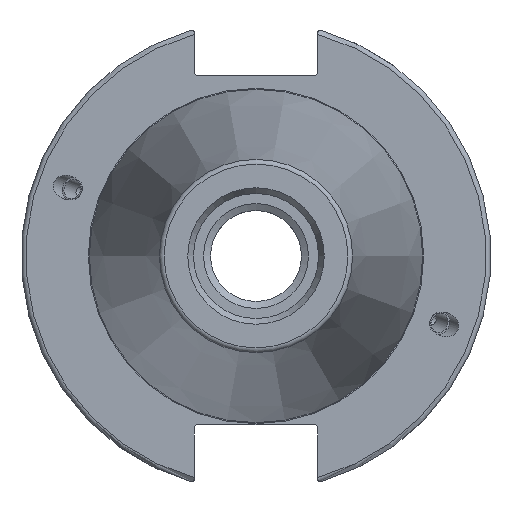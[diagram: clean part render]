
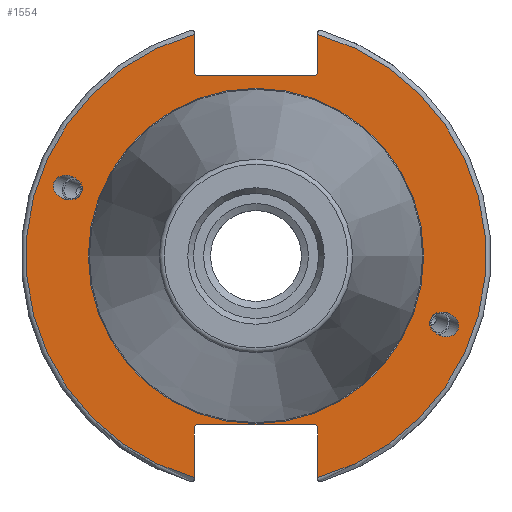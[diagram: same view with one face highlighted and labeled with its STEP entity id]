
A CAD part, left-side view. The second image highlights one B-rep face of the part: STEP entity #1554.
In plain terms, the highlighted planar face has unit normal (-1, 0, 0).
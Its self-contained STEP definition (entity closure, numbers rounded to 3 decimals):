
#72=FACE_BOUND('',#335,.T.);
#73=FACE_BOUND('',#336,.T.);
#74=FACE_BOUND('',#337,.T.);
#89=PLANE('',#1717);
#162=CIRCLE('',#1715,35.125);
#164=CIRCLE('',#1718,48.213);
#165=CIRCLE('',#1719,48.213);
#230=FACE_OUTER_BOUND('',#334,.T.);
#334=EDGE_LOOP('',(#1248,#1249,#1250,#1251,#1252,#1253,#1254,#1255,#1256,
#1257,#1258,#1259));
#335=EDGE_LOOP('',(#1260));
#336=EDGE_LOOP('',(#1261));
#337=EDGE_LOOP('',(#1262));
#478=LINE('',#3037,#571);
#479=LINE('',#3039,#572);
#480=LINE('',#3041,#573);
#481=LINE('',#3043,#574);
#482=LINE('',#3045,#575);
#483=LINE('',#3049,#576);
#484=LINE('',#3051,#577);
#485=LINE('',#3053,#578);
#486=LINE('',#3055,#579);
#487=LINE('',#3056,#580);
#571=VECTOR('',#2029,10.);
#572=VECTOR('',#2030,10.);
#573=VECTOR('',#2031,10.);
#574=VECTOR('',#2032,10.);
#575=VECTOR('',#2033,10.);
#576=VECTOR('',#2036,10.);
#577=VECTOR('',#2037,10.);
#578=VECTOR('',#2038,10.);
#579=VECTOR('',#2039,10.);
#580=VECTOR('',#2040,10.);
#620=ELLIPSE('',#1677,3.052,2.5);
#621=ELLIPSE('',#1711,3.052,2.5);
#686=VERTEX_POINT('',#2762);
#724=VERTEX_POINT('',#3021);
#727=VERTEX_POINT('',#3028);
#728=VERTEX_POINT('',#3033);
#729=VERTEX_POINT('',#3034);
#730=VERTEX_POINT('',#3036);
#731=VERTEX_POINT('',#3038);
#732=VERTEX_POINT('',#3040);
#733=VERTEX_POINT('',#3042);
#734=VERTEX_POINT('',#3044);
#735=VERTEX_POINT('',#3046);
#736=VERTEX_POINT('',#3048);
#737=VERTEX_POINT('',#3050);
#738=VERTEX_POINT('',#3052);
#739=VERTEX_POINT('',#3054);
#864=EDGE_CURVE('',#686,#686,#620,.T.);
#915=EDGE_CURVE('',#724,#724,#621,.T.);
#918=EDGE_CURVE('',#727,#727,#162,.T.);
#920=EDGE_CURVE('',#728,#729,#164,.T.);
#921=EDGE_CURVE('',#728,#730,#478,.T.);
#922=EDGE_CURVE('',#731,#730,#479,.T.);
#923=EDGE_CURVE('',#731,#732,#480,.T.);
#924=EDGE_CURVE('',#733,#732,#481,.T.);
#925=EDGE_CURVE('',#733,#734,#482,.T.);
#926=EDGE_CURVE('',#735,#734,#165,.T.);
#927=EDGE_CURVE('',#735,#736,#483,.T.);
#928=EDGE_CURVE('',#737,#736,#484,.T.);
#929=EDGE_CURVE('',#737,#738,#485,.T.);
#930=EDGE_CURVE('',#739,#738,#486,.T.);
#931=EDGE_CURVE('',#739,#729,#487,.T.);
#1248=ORIENTED_EDGE('',*,*,#920,.F.);
#1249=ORIENTED_EDGE('',*,*,#921,.T.);
#1250=ORIENTED_EDGE('',*,*,#922,.F.);
#1251=ORIENTED_EDGE('',*,*,#923,.T.);
#1252=ORIENTED_EDGE('',*,*,#924,.F.);
#1253=ORIENTED_EDGE('',*,*,#925,.T.);
#1254=ORIENTED_EDGE('',*,*,#926,.F.);
#1255=ORIENTED_EDGE('',*,*,#927,.T.);
#1256=ORIENTED_EDGE('',*,*,#928,.F.);
#1257=ORIENTED_EDGE('',*,*,#929,.T.);
#1258=ORIENTED_EDGE('',*,*,#930,.F.);
#1259=ORIENTED_EDGE('',*,*,#931,.T.);
#1260=ORIENTED_EDGE('',*,*,#864,.T.);
#1261=ORIENTED_EDGE('',*,*,#915,.T.);
#1262=ORIENTED_EDGE('',*,*,#918,.F.);
#1554=ADVANCED_FACE('',(#230,#72,#73,#74),#89,.T.);
#1677=AXIS2_PLACEMENT_3D('',#2764,#1929,#1930);
#1711=AXIS2_PLACEMENT_3D('',#3023,#2013,#2014);
#1715=AXIS2_PLACEMENT_3D('',#3030,#2021,#2022);
#1717=AXIS2_PLACEMENT_3D('',#3032,#2025,#2026);
#1718=AXIS2_PLACEMENT_3D('',#3035,#2027,#2028);
#1719=AXIS2_PLACEMENT_3D('',#3047,#2034,#2035);
#1929=DIRECTION('center_axis',(1.,0.,0.));
#1930=DIRECTION('ref_axis',(0.,-0.94,-0.342));
#2013=DIRECTION('center_axis',(1.,0.,0.));
#2014=DIRECTION('ref_axis',(0.,0.94,0.342));
#2021=DIRECTION('center_axis',(-1.,0.,0.));
#2022=DIRECTION('ref_axis',(0.,-1.,0.));
#2025=DIRECTION('center_axis',(-1.,0.,0.));
#2026=DIRECTION('ref_axis',(0.,0.,1.));
#2027=DIRECTION('center_axis',(1.,0.,0.));
#2028=DIRECTION('ref_axis',(0.,-1.,0.));
#2029=DIRECTION('',(0.,0.,-1.));
#2030=DIRECTION('',(0.,-0.707,0.707));
#2031=DIRECTION('',(0.,1.,0.));
#2032=DIRECTION('',(0.,-0.707,-0.707));
#2033=DIRECTION('',(0.,0.,1.));
#2034=DIRECTION('center_axis',(1.,0.,0.));
#2035=DIRECTION('ref_axis',(0.,1.,0.));
#2036=DIRECTION('',(0.,0.,1.));
#2037=DIRECTION('',(0.,0.707,-0.707));
#2038=DIRECTION('',(0.,-1.,0.));
#2039=DIRECTION('',(0.,0.707,0.707));
#2040=DIRECTION('',(0.,0.,-1.));
#2762=CARTESIAN_POINT('',(3.175,-36.599,-13.321));
#2764=CARTESIAN_POINT('Origin',(3.175,-39.467,-14.365));
#3021=CARTESIAN_POINT('',(3.175,36.599,13.321));
#3023=CARTESIAN_POINT('Origin',(3.175,39.467,14.365));
#3028=CARTESIAN_POINT('',(3.175,0.,35.125));
#3030=CARTESIAN_POINT('Origin',(3.175,0.,0.));
#3032=CARTESIAN_POINT('Origin',(3.175,49.213,0.));
#3033=CARTESIAN_POINT('',(3.175,-12.95,46.441));
#3034=CARTESIAN_POINT('',(3.175,-12.95,-46.441));
#3035=CARTESIAN_POINT('Origin',(3.175,0.,0.));
#3036=CARTESIAN_POINT('',(3.175,-12.95,38.219));
#3037=CARTESIAN_POINT('',(3.175,-12.95,18.86));
#3038=CARTESIAN_POINT('',(3.175,-12.45,37.719));
#3039=CARTESIAN_POINT('',(3.175,12.27,12.999));
#3040=CARTESIAN_POINT('',(3.175,12.45,37.719));
#3041=CARTESIAN_POINT('',(3.175,24.606,37.719));
#3042=CARTESIAN_POINT('',(3.175,12.95,38.219));
#3043=CARTESIAN_POINT('',(3.175,12.336,37.605));
#3044=CARTESIAN_POINT('',(3.175,12.95,46.441));
#3045=CARTESIAN_POINT('',(3.175,12.95,18.86));
#3046=CARTESIAN_POINT('',(3.175,12.95,-46.441));
#3047=CARTESIAN_POINT('Origin',(3.175,0.,0.));
#3048=CARTESIAN_POINT('',(3.175,12.95,-35.806));
#3049=CARTESIAN_POINT('',(3.175,12.95,-17.653));
#3050=CARTESIAN_POINT('',(3.175,12.45,-35.306));
#3051=CARTESIAN_POINT('',(3.175,12.939,-35.795));
#3052=CARTESIAN_POINT('',(3.175,-12.45,-35.306));
#3053=CARTESIAN_POINT('',(3.175,24.606,-35.306));
#3054=CARTESIAN_POINT('',(3.175,-12.95,-35.806));
#3055=CARTESIAN_POINT('',(3.175,11.667,-11.189));
#3056=CARTESIAN_POINT('',(3.175,-12.95,-17.653));
